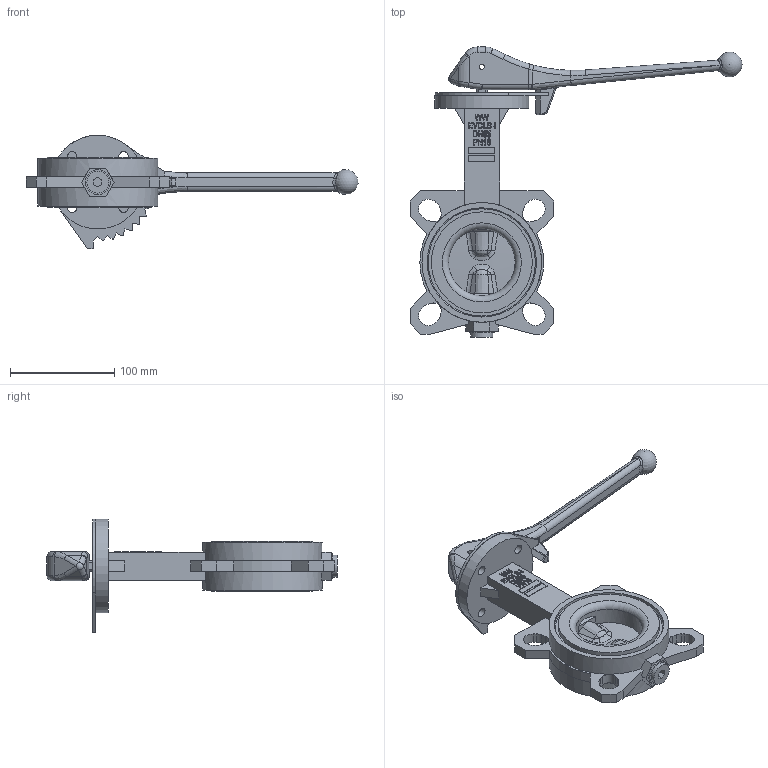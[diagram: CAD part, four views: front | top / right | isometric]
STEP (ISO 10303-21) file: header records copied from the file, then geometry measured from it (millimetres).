
FILE_DESCRIPTION(/* description */ ('STEP AP214'),/* implementation_level */ '2;1');
FILE_NAME(/* name */ '2311bs65_stp_1.step',/* time_stamp */ '2025-10-23T13:14:18+02:00',/* author */ (''),/* organization */ (''),/* preprocessor_version */ 'ST-DEVELOPER v20.1',/* originating_system */ 'Autodesk Translation Framework v14.17.0.0',/* authorisation */ '');
FILE_SCHEMA (('AUTOMOTIVE_DESIGN { 1 0 10303 214 3 1 1 }'));
Length unit declared in the file: millimetre
Products named in the file (2): EVCLS-i DN65 PN16 F07-L10; EV-SERIES LEVER L1
Assembly tree (1 placements, depth 2):
  EVCLS-i DN65 PN16 F07-L10
    EV-SERIES LEVER L1
Bounding box: 318.91 x 278.7 x 109 mm (x, y, z)
Volume: 695960.6 mm3; surface area: 131263.5 mm2
Topology: 2 solids, 2 shells, 601 faces, 1586 edges, 1012 vertices
Faces by surface type: plane 308, bspline 140, cylinder 107, torus 32, cone 8, sphere 6
Full cylindrical faces by diameter (mm): 5 x2, 9 x4, 12 x1, 16 x1, 21 x1, 24 x1, 55 x1, 64 x1, 90 x1, 97 x2, 105 x2, 115 x2
Entity records: 26676 total; most frequent: CARTESIAN_POINT 11987, ORIENTED_EDGE 3144, DIRECTION 2576, EDGE_CURVE 1572, VERTEX_POINT 1012, LINE 936, VECTOR 936, AXIS2_PLACEMENT_3D 820
